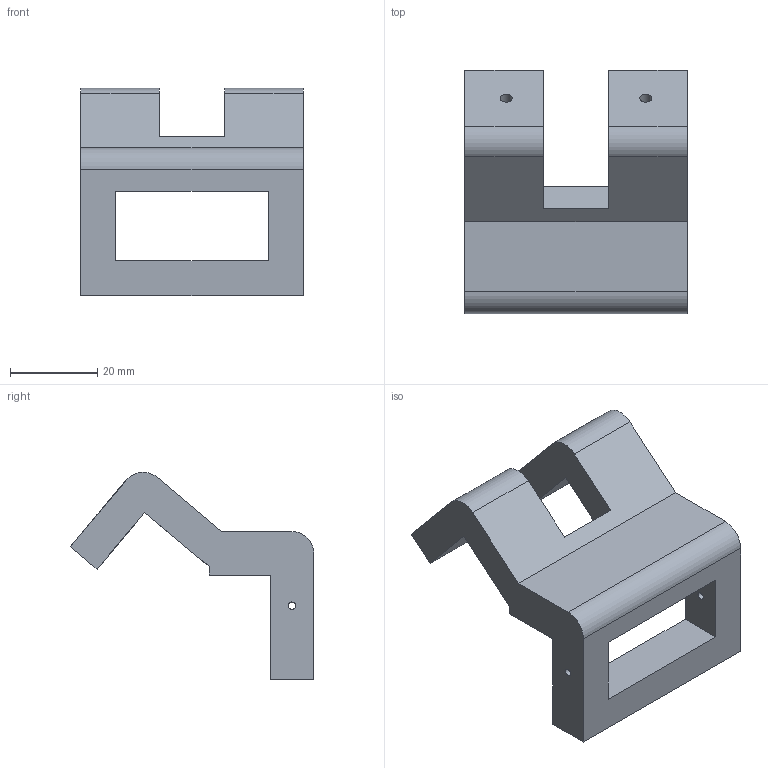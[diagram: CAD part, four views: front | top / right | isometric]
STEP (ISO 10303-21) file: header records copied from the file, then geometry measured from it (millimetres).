
FILE_DESCRIPTION(/* description */ (''),/* implementation_level */ '2;1');
FILE_NAME(/* name */ 'Fixed Block (lateral).step',/* time_stamp */ '2023-07-30T19:13:18+08:00',/* author */ (''),/* organization */ (''),/* preprocessor_version */ 'ST-DEVELOPER v19.2',/* originating_system */ 'Autodesk Translation Framework v11.17.0.187',/* authorisation */ '');
FILE_SCHEMA (('AUTOMOTIVE_DESIGN { 1 0 10303 214 3 1 1 }'));
Length unit declared in the file: millimetre
Products named in the file (1): Fixed Block (lateral)
Bounding box: 51 x 55.82 x 47.61 mm (x, y, z)
Volume: 30659.4 mm3; surface area: 11105.8 mm2
Topology: 1 solids, 1 shells, 29 faces, 84 edges, 56 vertices
Faces by surface type: plane 22, cylinder 7
Full cylindrical faces by diameter (mm): 1.7 x2, 2.8 x2
Entity records: 1005 total; most frequent: CARTESIAN_POINT 170, ORIENTED_EDGE 168, DIRECTION 158, EDGE_CURVE 84, LINE 70, VECTOR 70, VERTEX_POINT 56, AXIS2_PLACEMENT_3D 44
